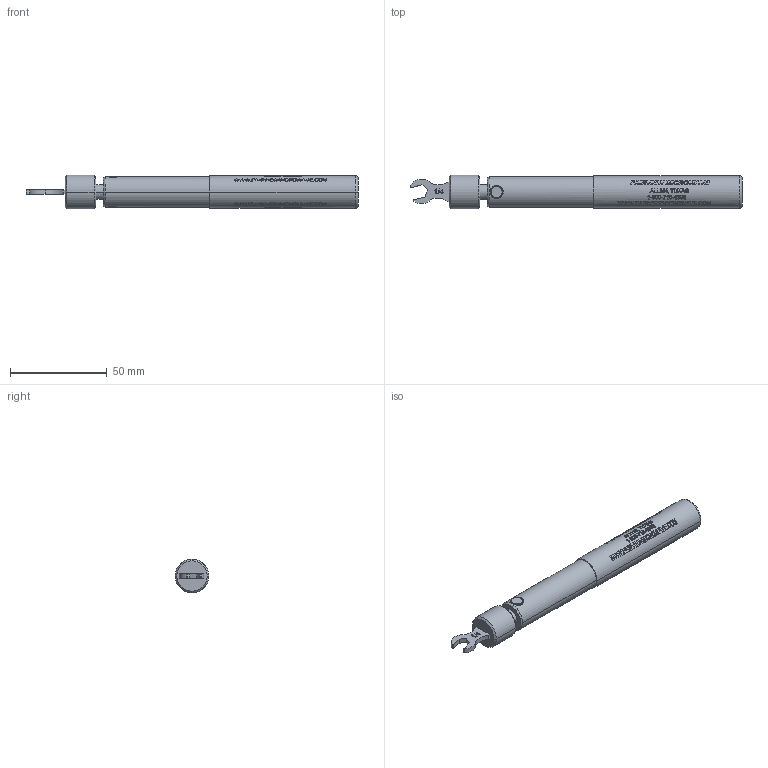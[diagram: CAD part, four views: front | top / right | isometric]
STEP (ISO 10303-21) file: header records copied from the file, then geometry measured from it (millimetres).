
FILE_DESCRIPTION (( 'STEP AP203' ), '1' );
FILE_NAME ('ST-SSMA1.step', '2019-10-02T14:54:09', ( '' ), ( '' ), 'SwSTEP 2.0', 'SolidWorks 2018', '' );
FILE_SCHEMA (( 'CONFIG_CONTROL_DESIGN' ));
Length unit declared in the file: inch
Products named in the file (1): ST-SSMA1
Bounding box: 171.55 x 17.46 x 17.46 mm (x, y, z)
Volume: 32686.6 mm3; surface area: 9669.6 mm2
Topology: 2 solids, 2 shells, 422 faces, 1898 edges, 1634 vertices
Faces by surface type: cylinder 180, bspline 118, plane 112, cone 10, torus 2
Entity records: 33054 total; most frequent: CARTESIAN_POINT 19158, ORIENTED_EDGE 3796, EDGE_CURVE 1898, DIRECTION 1674, VERTEX_POINT 1634, B_SPLINE_CURVE_WITH_KNOTS 852, EDGE_LOOP 582, LINE 580
